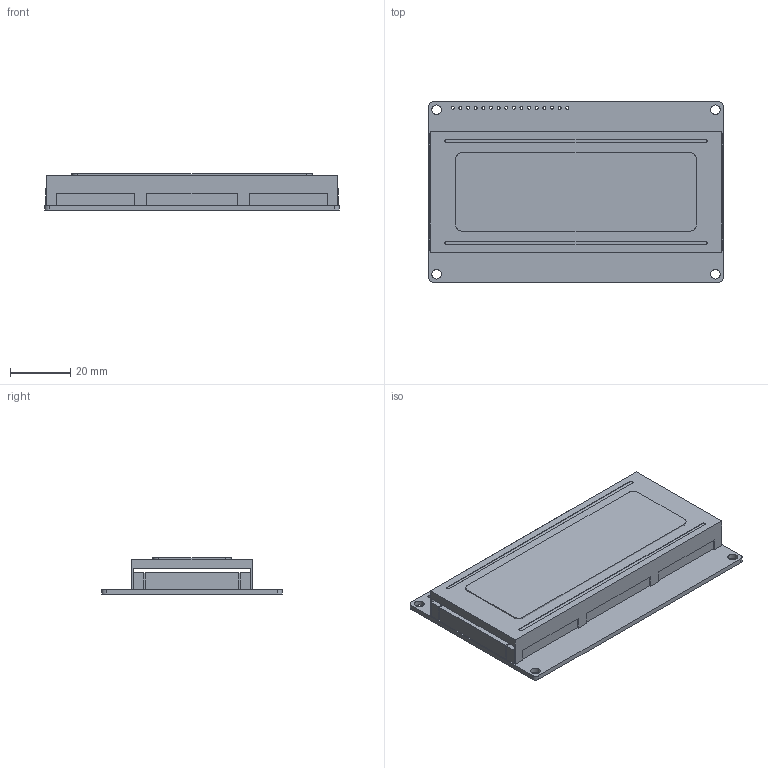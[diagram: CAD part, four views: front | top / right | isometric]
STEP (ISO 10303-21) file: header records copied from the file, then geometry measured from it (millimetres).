
FILE_DESCRIPTION(('FreeCAD Model'),'2;1');
FILE_NAME('Open CASCADE Shape Model','2025-11-28T00:24:25',('Author'),( ''),'Open CASCADE STEP processor 7.8','FreeCAD','Unknown');
FILE_SCHEMA(('AUTOMOTIVE_DESIGN { 1 0 10303 214 1 1 1 1 }'));
Length unit declared in the file: millimetre
Products named in the file (5): Display_LCD20x4; Body; Body001; Body002; Body003
Assembly tree (4 placements, depth 2):
  Display_LCD20x4
    Body
    Body001
    Body002
    Body003
Bounding box: 98 x 60 x 12.1 mm (x, y, z)
Volume: 43877.1 mm3; surface area: 37617.6 mm2
Topology: 4 solids, 4 shells, 106 faces, 288 edges, 192 vertices
Faces by surface type: plane 74, cylinder 32
Full cylindrical faces by diameter (mm): 1 x16, 3.2 x4
Entity records: 3537 total; most frequent: CARTESIAN_POINT 591, ORIENTED_EDGE 576, DIRECTION 574, EDGE_CURVE 288, LINE 224, VECTOR 224, VERTEX_POINT 192, AXIS2_PLACEMENT_3D 175
